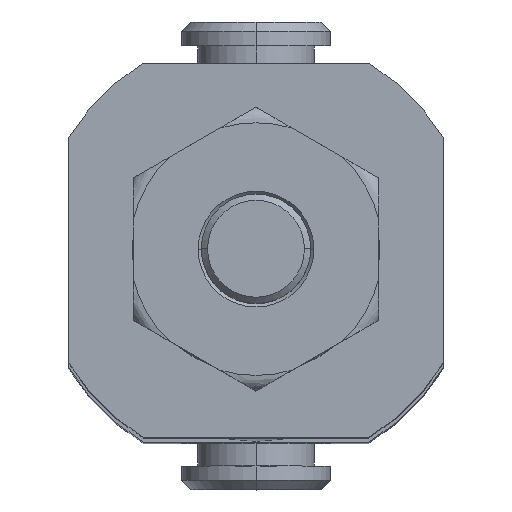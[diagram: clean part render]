
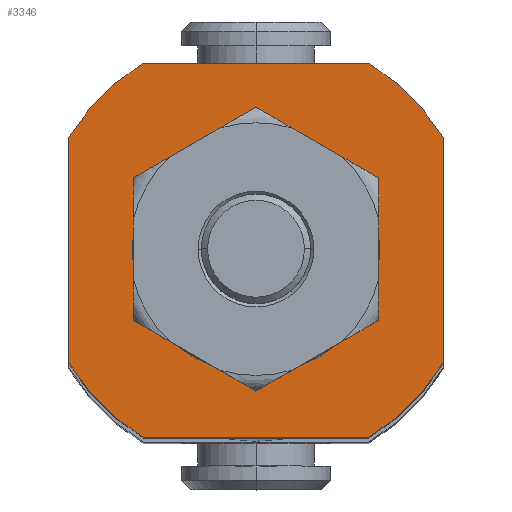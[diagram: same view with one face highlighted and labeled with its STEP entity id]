
A CAD part, top view. The second image highlights one B-rep face of the part: STEP entity #3346.
In plain terms, the highlighted planar face has unit normal (0, 0, 1).
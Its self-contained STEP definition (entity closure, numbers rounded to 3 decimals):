
#1283 = LINE ( 'NONE', #1415, #1414 ) ;
#1284 = CARTESIAN_POINT ( 'NONE',  ( -3.606, 6., 49.9 ) ) ;
#1294 = CARTESIAN_POINT ( 'NONE',  ( 3.606, 6., 49.9 ) ) ;
#1392 = CARTESIAN_POINT ( 'NONE',  ( 3.969, 0., 49.9 ) ) ;
#1399 = CARTESIAN_POINT ( 'NONE',  ( -3.969, 0., 49.9 ) ) ;
#1400 = DIRECTION ( 'NONE',  ( 1., 0., 0. ) ) ;
#1401 = DIRECTION ( 'NONE',  ( 0., 0., 1. ) ) ;
#1402 = CARTESIAN_POINT ( 'NONE',  ( 0., 0., 49.9 ) ) ;
#1403 = AXIS2_PLACEMENT_3D ( 'NONE', #1402, #1401, #1400 ) ;
#1404 = CIRCLE ( 'NONE', #1403, 3.969 ) ;
#1413 = DIRECTION ( 'NONE',  ( -1., 0., 0. ) ) ;
#1414 = VECTOR ( 'NONE', #1413, 1000. ) ;
#1415 = CARTESIAN_POINT ( 'NONE',  ( -3.606, 6., 49.9 ) ) ;
#1829 = DIRECTION ( 'NONE',  ( 0., 0., 1. ) ) ;
#1830 = CARTESIAN_POINT ( 'NONE',  ( 0., 0., 49.9 ) ) ;
#2259 = DIRECTION ( 'NONE',  ( 1., 0., 0. ) ) ;
#2603 = CARTESIAN_POINT ( 'NONE',  ( 0., 0., 49.9 ) ) ;
#2604 = AXIS2_PLACEMENT_3D ( 'NONE', #2603, #2610, #2609 ) ;
#2605 = CIRCLE ( 'NONE', #2604, 7. ) ;
#2608 = CARTESIAN_POINT ( 'NONE',  ( 6., -3.606, 49.9 ) ) ;
#2609 = DIRECTION ( 'NONE',  ( 1., 0., 0. ) ) ;
#2610 = DIRECTION ( 'NONE',  ( 0., 0., 1. ) ) ;
#2619 = FACE_OUTER_BOUND ( 'NONE', #3324, .T. ) ;
#2620 = AXIS2_PLACEMENT_3D ( 'NONE', #1830, #1829, #2259 ) ;
#2621 = PLANE ( 'NONE',  #2620 ) ;
#2622 = FACE_BOUND ( 'NONE', #3416, .T. ) ;
#2624 = LINE ( 'NONE', #2652, #2651 ) ;
#2630 = DIRECTION ( 'NONE',  ( 1., 0., 0. ) ) ;
#2631 = DIRECTION ( 'NONE',  ( 0., 0., 1. ) ) ;
#2632 = CARTESIAN_POINT ( 'NONE',  ( 0., 0., 49.9 ) ) ;
#2633 = AXIS2_PLACEMENT_3D ( 'NONE', #2632, #2631, #2630 ) ;
#2634 = CIRCLE ( 'NONE', #2633, 7. ) ;
#2649 = CARTESIAN_POINT ( 'NONE',  ( 6., 3.606, 49.9 ) ) ;
#2650 = DIRECTION ( 'NONE',  ( 0., 1., 0. ) ) ;
#2651 = VECTOR ( 'NONE', #2650, 1000. ) ;
#2652 = CARTESIAN_POINT ( 'NONE',  ( 6., 3.606, 49.9 ) ) ;
#2653 = DIRECTION ( 'NONE',  ( 0., 0., 1. ) ) ;
#2654 = CARTESIAN_POINT ( 'NONE',  ( 0., 0., 49.9 ) ) ;
#2655 = AXIS2_PLACEMENT_3D ( 'NONE', #2654, #2653, #2671 ) ;
#2658 = CIRCLE ( 'NONE', #2655, 7. ) ;
#2671 = DIRECTION ( 'NONE',  ( 1., 0., 0. ) ) ;
#2719 = CIRCLE ( 'NONE', #2772, 7. ) ;
#2733 = CARTESIAN_POINT ( 'NONE',  ( 0., 0., 49.9 ) ) ;
#2736 = CARTESIAN_POINT ( 'NONE',  ( -6., -3.606, 49.9 ) ) ;
#2737 = CARTESIAN_POINT ( 'NONE',  ( 3.606, -6., 49.9 ) ) ;
#2768 = DIRECTION ( 'NONE',  ( 0., 0., 1. ) ) ;
#2770 = CARTESIAN_POINT ( 'NONE',  ( -3.606, -6., 49.9 ) ) ;
#2771 = DIRECTION ( 'NONE',  ( 1., 0., 0. ) ) ;
#2772 = AXIS2_PLACEMENT_3D ( 'NONE', #2733, #2768, #2771 ) ;
#2774 = DIRECTION ( 'NONE',  ( 1., 0., 0. ) ) ;
#2775 = VECTOR ( 'NONE', #2774, 1000. ) ;
#2776 = CARTESIAN_POINT ( 'NONE',  ( -3.606, -6., 49.9 ) ) ;
#2777 = LINE ( 'NONE', #2776, #2775 ) ;
#2862 = DIRECTION ( 'NONE',  ( 0., -1., 0. ) ) ;
#2863 = VECTOR ( 'NONE', #2862, 1000. ) ;
#2864 = CARTESIAN_POINT ( 'NONE',  ( -6., 3.606, 49.9 ) ) ;
#2865 = LINE ( 'NONE', #2864, #2863 ) ;
#2866 = CARTESIAN_POINT ( 'NONE',  ( -6., 3.606, 49.9 ) ) ;
#2867 = DIRECTION ( 'NONE',  ( 1., 0., 0. ) ) ;
#2868 = DIRECTION ( 'NONE',  ( 0., 0., 1. ) ) ;
#2869 = CARTESIAN_POINT ( 'NONE',  ( 0., 0., 49.9 ) ) ;
#2870 = AXIS2_PLACEMENT_3D ( 'NONE', #2869, #2868, #2867 ) ;
#2871 = CIRCLE ( 'NONE', #2870, 3.969 ) ;
#3324 = EDGE_LOOP ( 'NONE', ( #3379, #3358, #3354, #3334, #3325, #3327, #3329, #3421 ) ) ;
#3325 = ORIENTED_EDGE ( 'NONE', *, *, #3326, .T. ) ;
#3326 = EDGE_CURVE ( 'NONE', #3336, #3717, #2634, .T. ) ;
#3327 = ORIENTED_EDGE ( 'NONE', *, *, #3716, .T. ) ;
#3329 = ORIENTED_EDGE ( 'NONE', *, *, #3330, .T. ) ;
#3330 = EDGE_CURVE ( 'NONE', #3714, #3420, #2658, .T. ) ;
#3332 = EDGE_CURVE ( 'NONE', #3367, #3333, #2605, .T. ) ;
#3333 = VERTEX_POINT ( 'NONE', #2608 ) ;
#3334 = ORIENTED_EDGE ( 'NONE', *, *, #3335, .T. ) ;
#3335 = EDGE_CURVE ( 'NONE', #3333, #3336, #2624, .T. ) ;
#3336 = VERTEX_POINT ( 'NONE', #2649 ) ;
#3346 = ADVANCED_FACE ( 'NONE', ( #2619, #2622 ), #2621, .T. ) ;
#3350 = EDGE_CURVE ( 'NONE', #3368, #3351, #2719, .T. ) ;
#3351 = VERTEX_POINT ( 'NONE', #2770 ) ;
#3352 = EDGE_CURVE ( 'NONE', #3351, #3367, #2777, .T. ) ;
#3354 = ORIENTED_EDGE ( 'NONE', *, *, #3332, .T. ) ;
#3358 = ORIENTED_EDGE ( 'NONE', *, *, #3352, .T. ) ;
#3367 = VERTEX_POINT ( 'NONE', #2737 ) ;
#3368 = VERTEX_POINT ( 'NONE', #2736 ) ;
#3379 = ORIENTED_EDGE ( 'NONE', *, *, #3350, .T. ) ;
#3416 = EDGE_LOOP ( 'NONE', ( #3417, #3419 ) ) ;
#3417 = ORIENTED_EDGE ( 'NONE', *, *, #3418, .F. ) ;
#3418 = EDGE_CURVE ( 'NONE', #3758, #3761, #2871, .T. ) ;
#3419 = ORIENTED_EDGE ( 'NONE', *, *, #3757, .F. ) ;
#3420 = VERTEX_POINT ( 'NONE', #2866 ) ;
#3421 = ORIENTED_EDGE ( 'NONE', *, *, #3422, .T. ) ;
#3422 = EDGE_CURVE ( 'NONE', #3420, #3368, #2865, .T. ) ;
#3714 = VERTEX_POINT ( 'NONE', #1284 ) ;
#3716 = EDGE_CURVE ( 'NONE', #3717, #3714, #1283, .T. ) ;
#3717 = VERTEX_POINT ( 'NONE', #1294 ) ;
#3757 = EDGE_CURVE ( 'NONE', #3761, #3758, #1404, .T. ) ;
#3758 = VERTEX_POINT ( 'NONE', #1399 ) ;
#3761 = VERTEX_POINT ( 'NONE', #1392 ) ;
